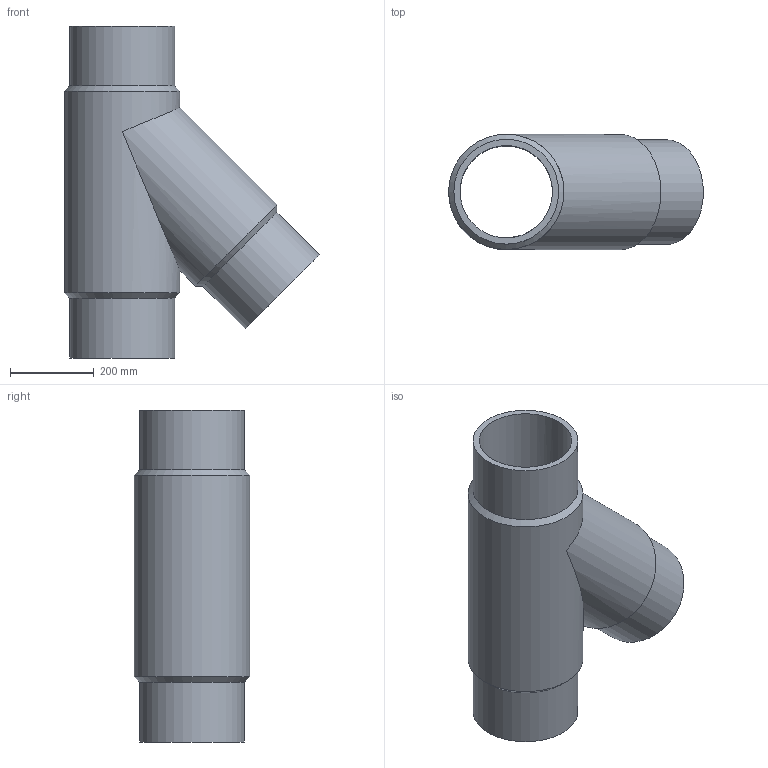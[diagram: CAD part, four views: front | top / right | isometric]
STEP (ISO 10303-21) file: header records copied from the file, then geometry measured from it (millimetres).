
FILE_DESCRIPTION(/* description */ ('PE100 45° Wye with long spigot ends, Ø250, SDR17 PN10'),/* implementation_level */ '2;1');
FILE_NAME(/* name */ 'YDE17-250',/* time_stamp */ '2022-07-06T16:25:28+02:00',/* author */ ('COAB Solutions'),/* organization */ ('GPA Flowsystem'),/* preprocessor_version */ 'ST-DEVELOPER v18.1',/* originating_system */ 'www.coabsolutions.com',/* authorisation */ '');
FILE_SCHEMA (('AUTOMOTIVE_DESIGN { 1 0 10303 214 3 1 1 }'));
Length unit declared in the file: millimetre
Products named in the file (1): YDE17-250
Bounding box: 607.73 x 275 x 792 mm (x, y, z)
Volume: 18921724.1 mm3; surface area: 1732208.4 mm2
Topology: 1 solids, 1 shells, 13 faces, 36 edges, 25 vertices
Faces by surface type: cylinder 7, cone 3, plane 3
Full cylindrical faces by diameter (mm): 220.4 x2, 250 x3, 275 x2
Entity records: 488 total; most frequent: DIRECTION 89, CARTESIAN_POINT 75, ORIENTED_EDGE 72, AXIS2_PLACEMENT_3D 39, EDGE_CURVE 36, VERTEX_POINT 25, CIRCLE 18, EDGE_LOOP 17
